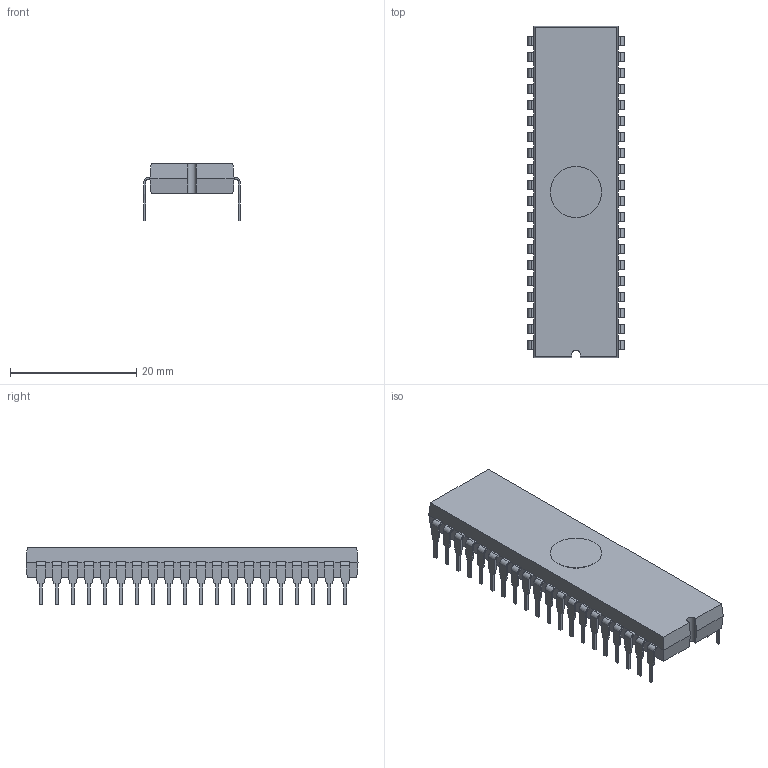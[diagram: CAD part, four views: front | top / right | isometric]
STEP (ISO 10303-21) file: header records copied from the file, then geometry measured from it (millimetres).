
FILE_DESCRIPTION (( 'STEP AP214' ), '1' );
FILE_NAME ('CircuitWorks-DIP 40 IC WITH 0_320IN WINDOW.STEP', '2018-12-13T20:39:16', ( '' ), ( '' ), 'SwSTEP 2.0', 'SolidWorks 2018', '' );
FILE_SCHEMA (( 'AUTOMOTIVE_DESIGN' ));
Length unit declared in the file: millimetre
Products named in the file (1): CircuitWorks-DIP 40 IC WITH 0_320IN WINDOW
Bounding box: 15.29 x 52.6 x 9.09 mm (x, y, z)
Volume: 3338.2 mm3; surface area: 2724 mm2
Topology: 1 solids, 1 shells, 618 faces, 1841 edges, 1226 vertices
Faces by surface type: plane 535, cylinder 83
Entity records: 20614 total; most frequent: CARTESIAN_POINT 3686, ORIENTED_EDGE 3682, DIRECTION 3245, EDGE_CURVE 1841, VECTOR 1675, LINE 1675, VERTEX_POINT 1226, AXIS2_PLACEMENT_3D 785
